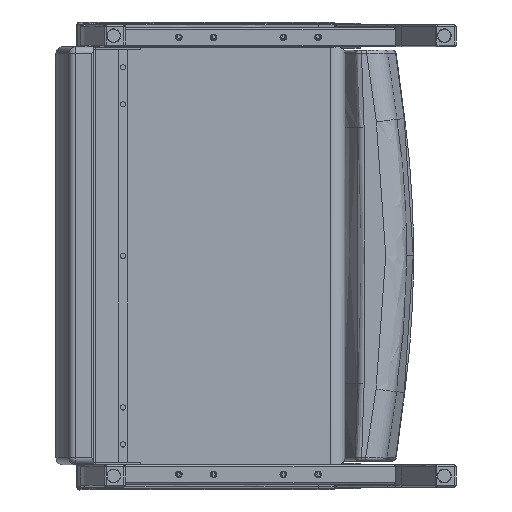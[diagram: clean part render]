
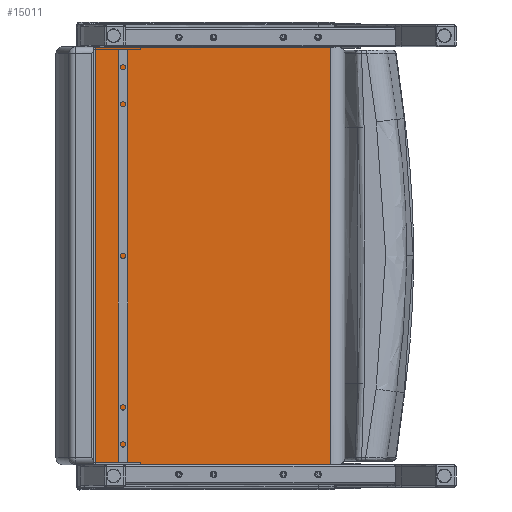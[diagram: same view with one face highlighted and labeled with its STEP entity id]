
A CAD part, front view. The second image highlights one B-rep face of the part: STEP entity #15011.
In plain terms, the highlighted face is planar.
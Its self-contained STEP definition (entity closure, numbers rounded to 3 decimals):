
#1402=PLANE('',#16819);
#2157=LINE('',#52020,#2994);
#2173=LINE('',#52154,#3010);
#2179=LINE('',#52241,#3016);
#2180=LINE('',#52243,#3017);
#2994=VECTOR('',#20757,0.394);
#3010=VECTOR('',#20833,0.394);
#3016=VECTOR('',#20895,0.394);
#3017=VECTOR('',#20898,0.394);
#4225=FACE_OUTER_BOUND('',#5352,.T.);
#5352=EDGE_LOOP('',(#13118,#13119,#13120,#13121));
#7401=VERTEX_POINT('',#52008);
#7402=VERTEX_POINT('',#52019);
#7426=VERTEX_POINT('',#52142);
#7427=VERTEX_POINT('',#52153);
#9303=EDGE_CURVE('',#7401,#7402,#2157,.T.);
#9342=EDGE_CURVE('',#7426,#7427,#2173,.T.);
#9367=EDGE_CURVE('',#7426,#7402,#2179,.T.);
#9368=EDGE_CURVE('',#7427,#7401,#2180,.T.);
#13118=ORIENTED_EDGE('',*,*,#9303,.F.);
#13119=ORIENTED_EDGE('',*,*,#9368,.F.);
#13120=ORIENTED_EDGE('',*,*,#9342,.F.);
#13121=ORIENTED_EDGE('',*,*,#9367,.T.);
#15011=ADVANCED_FACE('',(#4225),#1402,.T.);
#16819=AXIS2_PLACEMENT_3D('',#52242,#20896,#20897);
#20757=DIRECTION('',(1.,0.,0.));
#20833=DIRECTION('',(-1.,0.,0.));
#20895=DIRECTION('',(0.,0.,1.));
#20896=DIRECTION('center_axis',(0.,-1.,0.));
#20897=DIRECTION('ref_axis',(1.,0.,0.));
#20898=DIRECTION('',(0.,0.,1.));
#52008=CARTESIAN_POINT('',(-12.083,0.797,29.966));
#52019=CARTESIAN_POINT('',(4.791,0.797,29.966));
#52020=CARTESIAN_POINT('',(-9.146,0.797,29.966));
#52142=CARTESIAN_POINT('',(4.791,0.797,0.034));
#52153=CARTESIAN_POINT('',(-12.083,0.797,0.034));
#52154=CARTESIAN_POINT('',(-9.146,0.797,0.034));
#52241=CARTESIAN_POINT('',(4.791,0.797,0.));
#52242=CARTESIAN_POINT('Origin',(-12.083,0.797,0.));
#52243=CARTESIAN_POINT('',(-12.083,0.797,0.));
